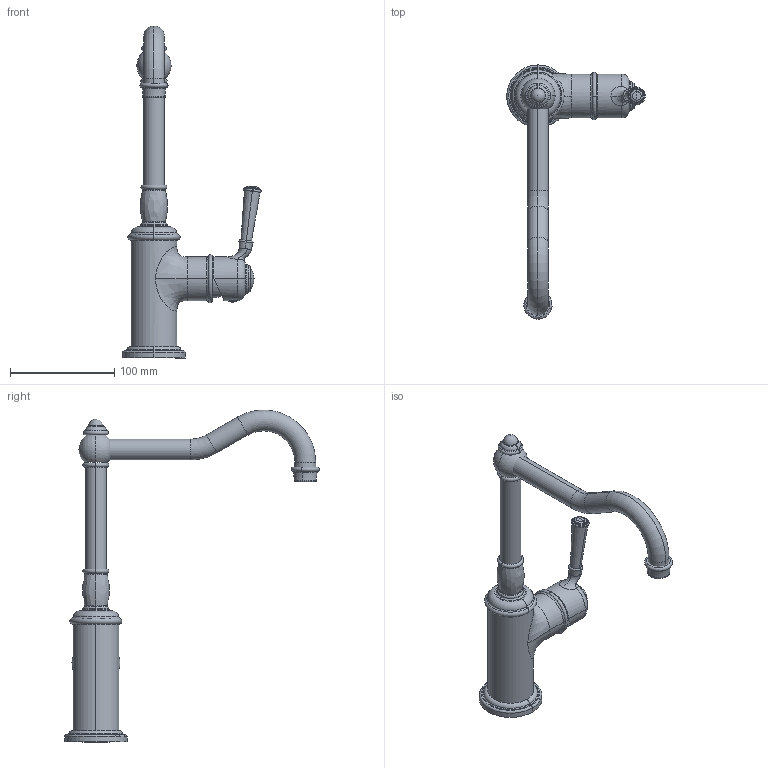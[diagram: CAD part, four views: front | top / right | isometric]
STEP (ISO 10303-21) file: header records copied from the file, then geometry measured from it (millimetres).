
FILE_DESCRIPTION (( 'STEP AP203' ), '1' );
FILE_NAME ('1004 0090(8051024).STEP', '2018-09-12T16:37:31', ( '' ), ( '' ), 'SwSTEP 2.0', 'SolidWorks 2018', '' );
FILE_SCHEMA (( 'CONFIG_CONTROL_DESIGN' ));
Length unit declared in the file: inch
Products named in the file (20): 8051024-573.stp; 8050001-404.stp; 8051024-574.stp; 1004 0090(8051024).stp; 8051001-092.stp; 8051024-575.stp; 8051001-102.stp; 1004 0090(8051024); 1022001-072.stp; 8051024-331_ASM.stp; 8051001-192.stp; 8051024-022.stp; 8051001-575.stp; 8051024-012.stp; 8051024-202.stp; LZ-6_5.stp; 8051024-152.stp; 8051024-021_ASM.stp; 8051024-332.stp; 8051024-572.stp
Assembly tree (19 placements, depth 4):
  1004 0090(8051024)
    1004 0090(8051024).stp
      8051024-331_ASM.stp
        8051024-572.stp
        8051024-332.stp
        8051024-573.stp
      8051024-021_ASM.stp
        8051024-022.stp
        8051024-574.stp
        8051024-575.stp
      8051024-012.stp
      8051024-152.stp
      8051024-202.stp
      1022001-072.stp
      8051001-092.stp
      8050001-404.stp
      LZ-6_5.stp
      8051001-575.stp
      8051001-102.stp
      8051001-192.stp
Bounding box: 133 x 244.46 x 318.77 mm (x, y, z)
Volume: 472304 mm3; surface area: 84244.6 mm2
Topology: 17 solids, 17 shells, 284 faces, 623 edges, 379 vertices
Faces by surface type: torus 94, plane 79, cylinder 67, bspline 17, sphere 15, cone 12
Entity records: 15445 total; most frequent: CARTESIAN_POINT 7024, DIRECTION 1474, ORIENTED_EDGE 1216, AXIS2_PLACEMENT_3D 668, EDGE_CURVE 608, CIRCLE 376, VERTEX_POINT 371, EDGE_LOOP 297
